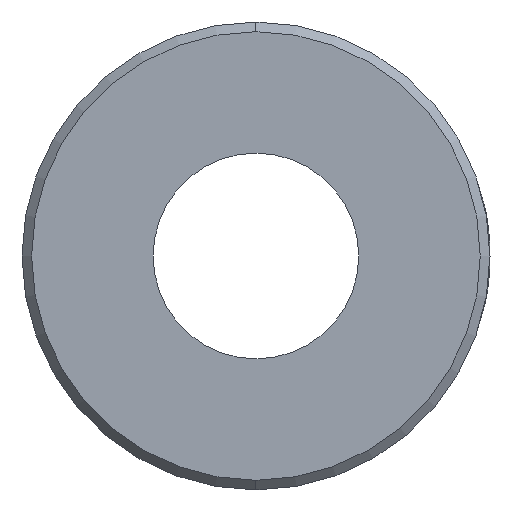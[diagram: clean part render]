
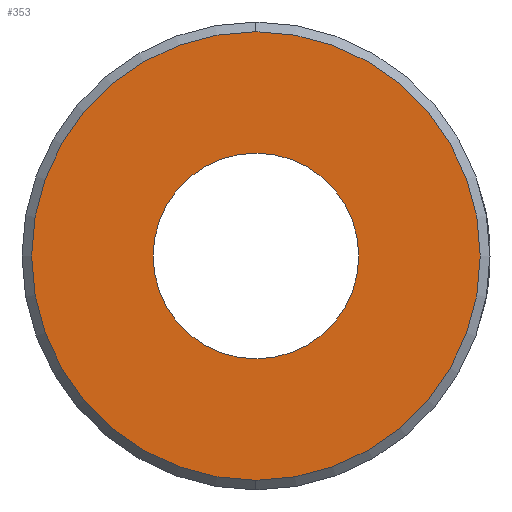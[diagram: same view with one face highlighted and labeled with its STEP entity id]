
A CAD part, front view. The second image highlights one B-rep face of the part: STEP entity #353.
In plain terms, the highlighted planar face has unit normal (0, -1, 0).
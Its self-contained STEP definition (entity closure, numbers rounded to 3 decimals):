
#46 = DIRECTION ( 'NONE',  ( 0., 0., 1. ) ) ;
#47 = CIRCLE ( 'NONE', #361, 8.75 ) ;
#149 = EDGE_LOOP ( 'NONE', ( #936, #1384 ) ) ;
#213 = DIRECTION ( 'NONE',  ( 0., 1., 0. ) ) ;
#233 = DIRECTION ( 'NONE',  ( 0., 0., 1. ) ) ;
#353 = ADVANCED_FACE ( 'NONE', ( #2156, #1196 ), #775, .F. ) ;
#361 = AXIS2_PLACEMENT_3D ( 'NONE', #996, #2338, #233 ) ;
#391 = VERTEX_POINT ( 'NONE', #1401 ) ;
#434 = EDGE_LOOP ( 'NONE', ( #504, #701 ) ) ;
#504 = ORIENTED_EDGE ( 'NONE', *, *, #1211, .T. ) ;
#538 = CARTESIAN_POINT ( 'NONE',  ( 0., -7.4, 0. ) ) ;
#620 = CARTESIAN_POINT ( 'NONE',  ( 0., -7.4, -8.75 ) ) ;
#684 = AXIS2_PLACEMENT_3D ( 'NONE', #926, #1471, #2094 ) ;
#701 = ORIENTED_EDGE ( 'NONE', *, *, #2037, .T. ) ;
#735 = EDGE_CURVE ( 'NONE', #391, #2103, #47, .T. ) ;
#775 = PLANE ( 'NONE',  #1356 ) ;
#815 = CARTESIAN_POINT ( 'NONE',  ( 0., -7.4, 0. ) ) ;
#845 = CIRCLE ( 'NONE', #2169, 19.08 ) ;
#926 = CARTESIAN_POINT ( 'NONE',  ( 0., -7.4, 0. ) ) ;
#936 = ORIENTED_EDGE ( 'NONE', *, *, #735, .T. ) ;
#996 = CARTESIAN_POINT ( 'NONE',  ( 0., -7.4, 0. ) ) ;
#1100 = DIRECTION ( 'NONE',  ( 0., -1., 0. ) ) ;
#1108 = AXIS2_PLACEMENT_3D ( 'NONE', #815, #1820, #2195 ) ;
#1196 = FACE_BOUND ( 'NONE', #149, .T. ) ;
#1211 = EDGE_CURVE ( 'NONE', #2125, #1778, #2238, .T. ) ;
#1356 = AXIS2_PLACEMENT_3D ( 'NONE', #1963, #213, #46 ) ;
#1380 = CARTESIAN_POINT ( 'NONE',  ( 0., -7.4, 19.08 ) ) ;
#1384 = ORIENTED_EDGE ( 'NONE', *, *, #1636, .T. ) ;
#1401 = CARTESIAN_POINT ( 'NONE',  ( 0., -7.4, 8.75 ) ) ;
#1471 = DIRECTION ( 'NONE',  ( 0., 1., 0. ) ) ;
#1636 = EDGE_CURVE ( 'NONE', #2103, #391, #2360, .T. ) ;
#1759 = CARTESIAN_POINT ( 'NONE',  ( 0., -7.4, -19.08 ) ) ;
#1778 = VERTEX_POINT ( 'NONE', #1759 ) ;
#1820 = DIRECTION ( 'NONE',  ( 0., -1., 0. ) ) ;
#1882 = DIRECTION ( 'NONE',  ( 0., 0., 1. ) ) ;
#1963 = CARTESIAN_POINT ( 'NONE',  ( 0., -7.4, 0. ) ) ;
#2037 = EDGE_CURVE ( 'NONE', #1778, #2125, #845, .T. ) ;
#2094 = DIRECTION ( 'NONE',  ( 0., 0., 1. ) ) ;
#2103 = VERTEX_POINT ( 'NONE', #620 ) ;
#2125 = VERTEX_POINT ( 'NONE', #1380 ) ;
#2156 = FACE_OUTER_BOUND ( 'NONE', #434, .T. ) ;
#2169 = AXIS2_PLACEMENT_3D ( 'NONE', #538, #1100, #1882 ) ;
#2195 = DIRECTION ( 'NONE',  ( 0., 0., 1. ) ) ;
#2238 = CIRCLE ( 'NONE', #1108, 19.08 ) ;
#2338 = DIRECTION ( 'NONE',  ( 0., 1., 0. ) ) ;
#2360 = CIRCLE ( 'NONE', #684, 8.75 ) ;
